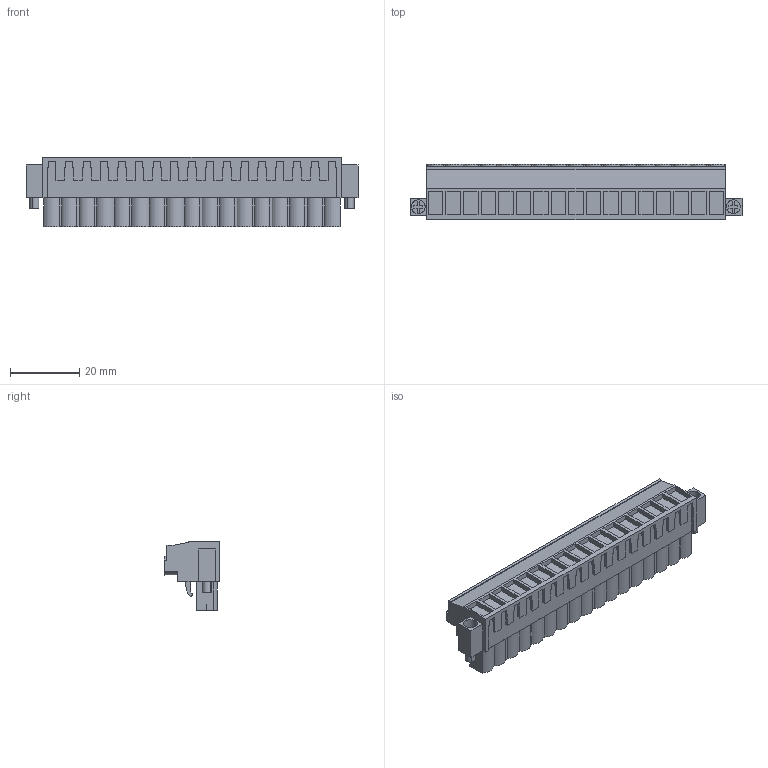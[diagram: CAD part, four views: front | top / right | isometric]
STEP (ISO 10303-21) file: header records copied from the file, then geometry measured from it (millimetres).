
FILE_DESCRIPTION(('CATIA V5 STEP','CAx-IF Rec.Pracs.--- Model Styling and Organization---1.2---2011-12-15'),'2;1');
FILE_NAME ('D1459926_0_1944240000_1944240000.stp','2017-05-22T09:59:46+00:00',('none'),('Weidmueller'),'CATIA Version 5-6 Release 2014','CATIA V5 STEP AP214','none');
FILE_SCHEMA(('AUTOMOTIVE_DESIGN { 1 0 10303 214 1 1 1 1 }'));
Length unit declared in the file: millimetre
Products named in the file (1): 1944240000
Bounding box: 96.16 x 16.1 x 20.05 mm (x, y, z)
Volume: 16470.2 mm3; surface area: 10768.2 mm2
Topology: 20 solids, 20 shells, 1188 faces, 3347 edges, 2272 vertices
Faces by surface type: plane 1011, cylinder 177
Entity records: 35125 total; most frequent: ORIENTED_EDGE 6694, CARTESIAN_POINT 6288, DIRECTION 4683, EDGE_CURVE 3347, VECTOR 2917, LINE 2917, VERTEX_POINT 2272, EDGE_LOOP 1265
